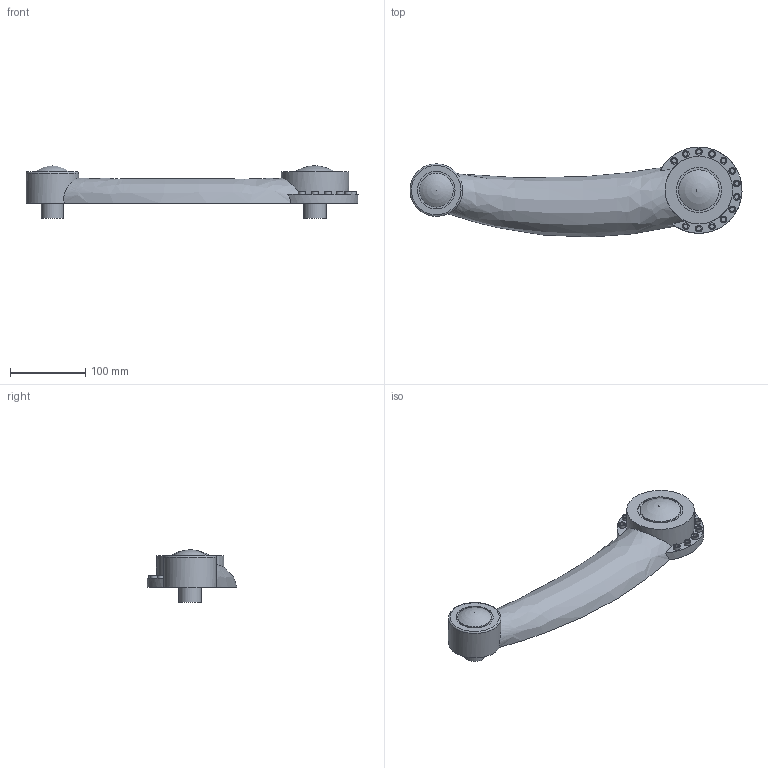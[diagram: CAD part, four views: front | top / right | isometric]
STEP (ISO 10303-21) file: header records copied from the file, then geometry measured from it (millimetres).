
FILE_DESCRIPTION(/* description */ (''),/* implementation_level */ '2;1');
FILE_NAME(/* name */ '5f02fc7bca10411899473aed',/* time_stamp */ '2020-07-06T10:27:08+00:00',/* author */ (''),/* organization */ (''),/* preprocessor_version */ 'ST-DEVELOPER v16.7',/* originating_system */ $,/* authorisation */ $);
FILE_SCHEMA (('AUTOMOTIVE_DESIGN {1 0 10303 214 3 1 1}'));
Length unit declared in the file: metre
Products named in the file (1): Jaw 2
Bounding box: 442.46 x 119.85 x 70 mm (x, y, z)
Volume: 1052892 mm3; surface area: 105316.8 mm2
Topology: 1 solids, 1 shells, 73 faces, 121 edges, 81 vertices
Faces by surface type: cylinder 35, plane 34, torus 3, bspline 1
Full cylindrical faces by diameter (mm): 6 x13, 9 x13, 30 x2, 45 x1, 50 x1, 54 x1, 60 x1, 70 x1, 90 x1
Entity records: 1709 total; most frequent: CARTESIAN_POINT 420, DIRECTION 288, ORIENTED_EDGE 158, AXIS2_PLACEMENT_3D 144, FACE_BOUND 142, EDGE_LOOP 140, EDGE_CURVE 79, VERTEX_POINT 77
